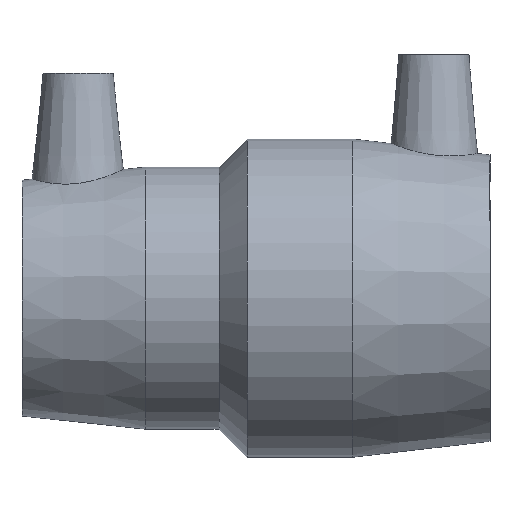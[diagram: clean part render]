
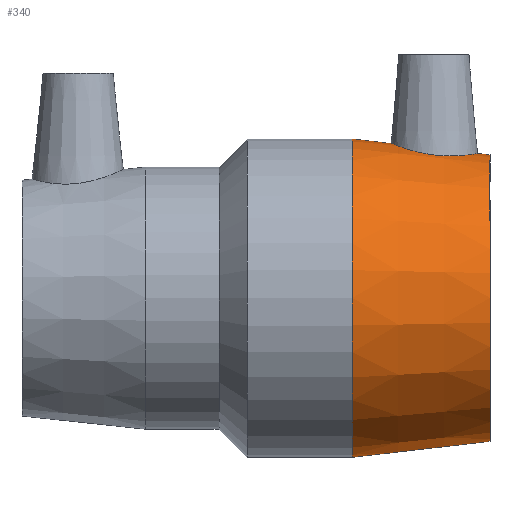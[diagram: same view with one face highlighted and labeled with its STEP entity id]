
A CAD part, top view. The second image highlights one B-rep face of the part: STEP entity #340.
In plain terms, the highlighted conical face has half-angle 6.597 degrees and reference radius 32.3 mm.
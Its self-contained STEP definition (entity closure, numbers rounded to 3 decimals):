
#15=B_SPLINE_CURVE_WITH_KNOTS('',3,(#561,#562,#563,#564,#565,#566,#567,
#568,#569,#570,#571,#572,#573,#574,#575,#576,#577,#578,#579,#580,#581,#582,
#583,#584,#585,#586,#587,#588,#589,#590,#591,#592,#593,#594),
 .UNSPECIFIED.,.T.,.F.,(4,2,2,2,2,2,2,2,2,2,2,2,2,2,2,2,4),(0.,0.342,
0.685,1.03,1.375,1.72,2.065,
2.408,2.75,3.119,3.488,3.849,
4.209,4.57,4.93,5.299,5.668),
 .UNSPECIFIED.);
#20=CONICAL_SURFACE('',#387,32.3,6.597);
#38=FACE_BOUND('',#127,.T.);
#39=FACE_BOUND('',#128,.T.);
#82=FACE_OUTER_BOUND('',#126,.T.);
#126=EDGE_LOOP('',(#279));
#127=EDGE_LOOP('',(#280));
#128=EDGE_LOOP('',(#281));
#173=CIRCLE('',#386,34.);
#174=CIRCLE('',#388,30.6);
#195=VERTEX_POINT('',#560);
#204=VERTEX_POINT('',#652);
#205=VERTEX_POINT('',#655);
#226=EDGE_CURVE('',#195,#195,#15,.T.);
#235=EDGE_CURVE('',#204,#204,#173,.T.);
#236=EDGE_CURVE('',#205,#205,#174,.T.);
#279=ORIENTED_EDGE('',*,*,#236,.F.);
#280=ORIENTED_EDGE('',*,*,#226,.T.);
#281=ORIENTED_EDGE('',*,*,#235,.T.);
#340=ADVANCED_FACE('',(#82,#38,#39),#20,.T.);
#386=AXIS2_PLACEMENT_3D('',#653,#476,#477);
#387=AXIS2_PLACEMENT_3D('',#654,#478,#479);
#388=AXIS2_PLACEMENT_3D('',#656,#480,#481);
#476=DIRECTION('center_axis',(1.,0.,0.));
#477=DIRECTION('ref_axis',(0.,0.,-1.));
#478=DIRECTION('center_axis',(-1.,0.,0.));
#479=DIRECTION('ref_axis',(0.,1.,0.));
#480=DIRECTION('center_axis',(1.,0.,0.));
#481=DIRECTION('ref_axis',(0.,0.,-1.));
#560=CARTESIAN_POINT('',(38.409,30.536,-9.369));
#561=CARTESIAN_POINT('Ctrl Pts',(38.409,30.536,-9.369));
#562=CARTESIAN_POINT('Ctrl Pts',(39.542,30.41,-9.331));
#563=CARTESIAN_POINT('Ctrl Pts',(40.749,30.349,-9.064));
#564=CARTESIAN_POINT('Ctrl Pts',(42.957,30.364,-8.07));
#565=CARTESIAN_POINT('Ctrl Pts',(43.958,30.437,-7.342));
#566=CARTESIAN_POINT('Ctrl Pts',(45.536,30.603,-5.688));
#567=CARTESIAN_POINT('Ctrl Pts',(46.219,30.708,-4.647));
#568=CARTESIAN_POINT('Ctrl Pts',(47.124,30.862,-2.379));
#569=CARTESIAN_POINT('Ctrl Pts',(47.345,30.907,-1.15));
#570=CARTESIAN_POINT('Ctrl Pts',(47.345,30.907,1.15));
#571=CARTESIAN_POINT('Ctrl Pts',(47.124,30.862,2.379));
#572=CARTESIAN_POINT('Ctrl Pts',(46.219,30.708,4.647));
#573=CARTESIAN_POINT('Ctrl Pts',(45.536,30.603,5.688));
#574=CARTESIAN_POINT('Ctrl Pts',(43.958,30.437,7.342));
#575=CARTESIAN_POINT('Ctrl Pts',(42.957,30.364,8.07));
#576=CARTESIAN_POINT('Ctrl Pts',(40.749,30.349,9.064));
#577=CARTESIAN_POINT('Ctrl Pts',(39.542,30.41,9.331));
#578=CARTESIAN_POINT('Ctrl Pts',(37.187,30.671,9.41));
#579=CARTESIAN_POINT('Ctrl Pts',(35.894,30.896,9.195));
#580=CARTESIAN_POINT('Ctrl Pts',(33.529,31.444,8.252));
#581=CARTESIAN_POINT('Ctrl Pts',(32.455,31.762,7.525));
#582=CARTESIAN_POINT('Ctrl Pts',(30.777,32.309,5.852));
#583=CARTESIAN_POINT('Ctrl Pts',(30.052,32.576,4.8));
#584=CARTESIAN_POINT('Ctrl Pts',(29.084,32.947,2.475));
#585=CARTESIAN_POINT('Ctrl Pts',(28.842,33.047,1.202));
#586=CARTESIAN_POINT('Ctrl Pts',(28.842,33.047,-1.202));
#587=CARTESIAN_POINT('Ctrl Pts',(29.084,32.947,-2.475));
#588=CARTESIAN_POINT('Ctrl Pts',(30.052,32.576,-4.8));
#589=CARTESIAN_POINT('Ctrl Pts',(30.777,32.309,-5.852));
#590=CARTESIAN_POINT('Ctrl Pts',(32.455,31.762,-7.525));
#591=CARTESIAN_POINT('Ctrl Pts',(33.529,31.444,-8.252));
#592=CARTESIAN_POINT('Ctrl Pts',(35.894,30.896,-9.195));
#593=CARTESIAN_POINT('Ctrl Pts',(37.187,30.671,-9.41));
#594=CARTESIAN_POINT('Ctrl Pts',(38.409,30.536,-9.369));
#652=CARTESIAN_POINT('',(20.6,34.,0.));
#653=CARTESIAN_POINT('Origin',(20.6,0.,0.));
#654=CARTESIAN_POINT('Origin',(35.3,0.,0.));
#655=CARTESIAN_POINT('',(50.,30.6,0.));
#656=CARTESIAN_POINT('Origin',(50.,0.,0.));
